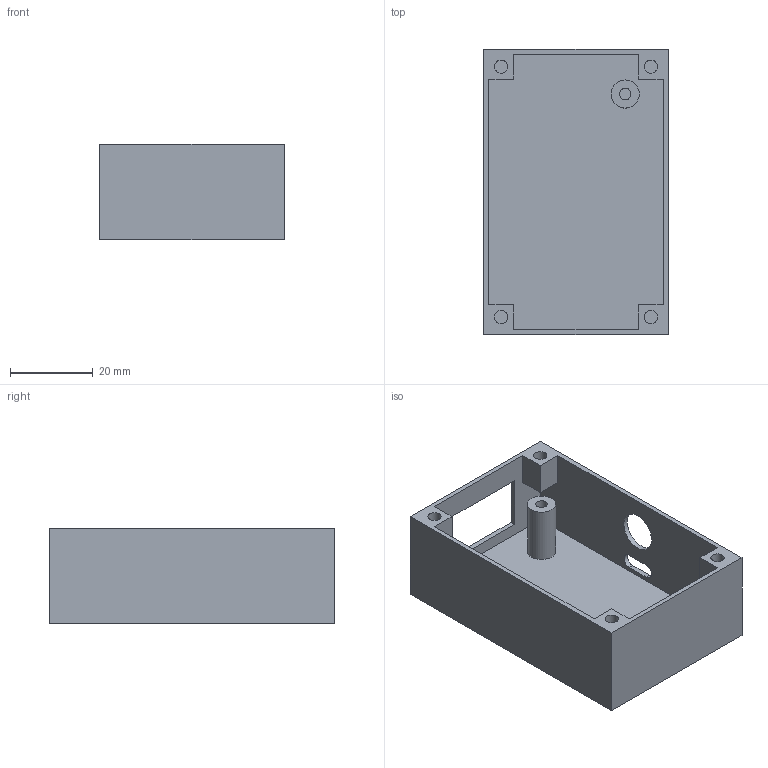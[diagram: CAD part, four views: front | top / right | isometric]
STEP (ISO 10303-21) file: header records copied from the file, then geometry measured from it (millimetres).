
FILE_DESCRIPTION(/* description */ (''),/* implementation_level */ '2;1');
FILE_NAME(/* name */ 'Pipli - BOTTOM.step',/* time_stamp */ '2025-04-20T22:51:13+05:30',/* author */ (''),/* organization */ (''),/* preprocessor_version */ 'ST-DEVELOPER v20.1',/* originating_system */ 'Autodesk Translation Framework v14.4.0.0',/* authorisation */ '');
FILE_SCHEMA (('AUTOMOTIVE_DESIGN { 1 0 10303 214 3 1 1 }'));
Length unit declared in the file: millimetre
Products named in the file (1): Pipli - BOTTOM
Bounding box: 44.6 x 68.98 x 23 mm (x, y, z)
Volume: 9758.7 mm3; surface area: 16443.3 mm2
Topology: 1 solids, 1 shells, 40 faces, 105 edges, 70 vertices
Faces by surface type: plane 31, cylinder 9
Full cylindrical faces by diameter (mm): 2.8 x1, 3.2 x4, 6.8 x1, 9.5 x1
Entity records: 1288 total; most frequent: CARTESIAN_POINT 216, ORIENTED_EDGE 210, DIRECTION 205, EDGE_CURVE 105, LINE 87, VECTOR 87, VERTEX_POINT 70, AXIS2_PLACEMENT_3D 59
